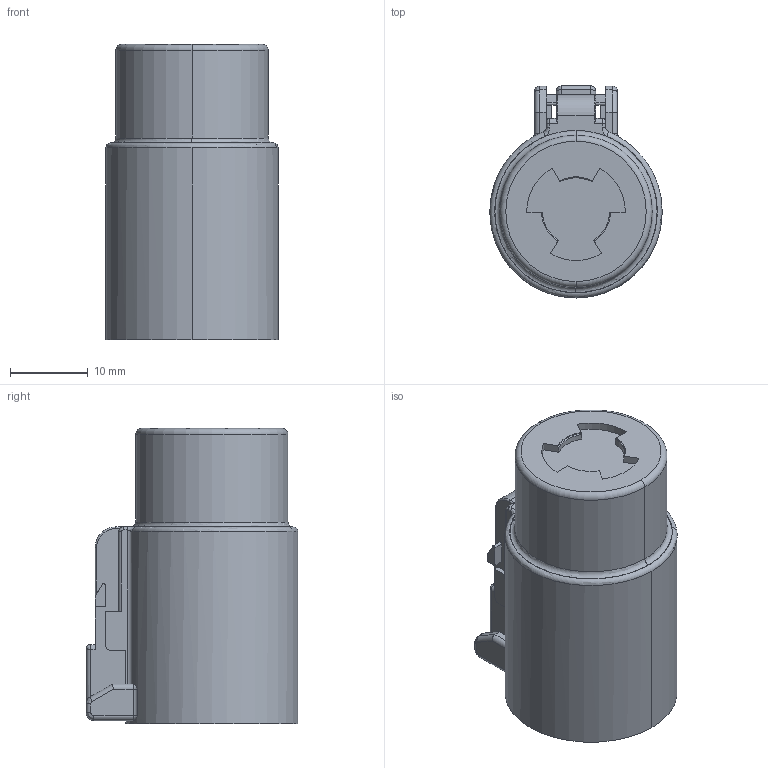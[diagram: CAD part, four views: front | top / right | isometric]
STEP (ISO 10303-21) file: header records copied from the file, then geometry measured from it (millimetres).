
FILE_DESCRIPTION((''),'2;1');
FILE_NAME('C-DTHD06-1-4S','2013-03-28T',('workeradm'),('Tyco Electronics Ltd.'),'PRO/ENGINEER BY PARAMETRIC TECHNOLOGY CORPORATION, 2011490','PRO/ENGINEER BY PARAMETRIC TECHNOLOGY CORPORATION, 2011490','');
FILE_SCHEMA(('AUTOMOTIVE_DESIGN { 1 0 10303 214 1 1 1 1 }'));
Length unit declared in the file: millimetre
Products named in the file (1): C-DTHD06-1-4S
Bounding box: 22.23 x 27.33 x 38.05 mm (x, y, z)
Volume: 14116.5 mm3; surface area: 3824.6 mm2
Topology: 1 solids, 1 shells, 143 faces, 359 edges, 222 vertices
Faces by surface type: plane 56, cylinder 56, torus 15, bspline 12, cone 4
Entity records: 5120 total; most frequent: CARTESIAN_POINT 1356, DIRECTION 732, ORIENTED_EDGE 718, EDGE_CURVE 359, AXIS2_PLACEMENT_3D 264, VERTEX_POINT 222, VECTOR 204, LINE 204
